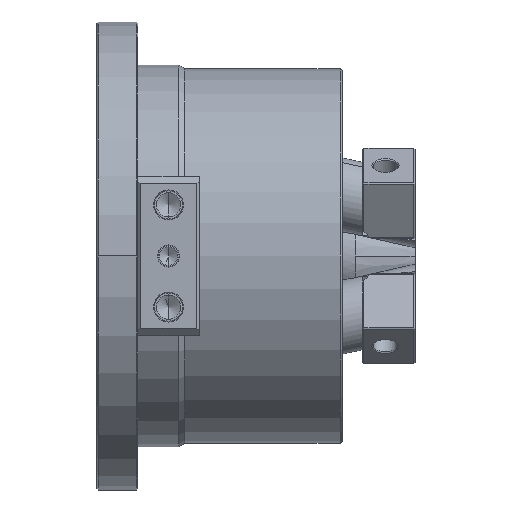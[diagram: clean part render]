
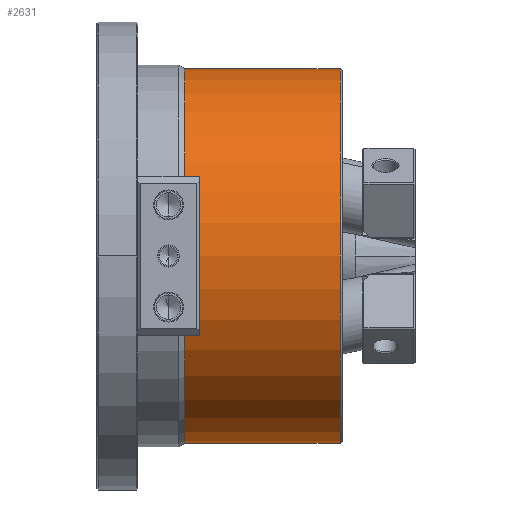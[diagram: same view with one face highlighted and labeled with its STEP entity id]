
A CAD part, front view. The second image highlights one B-rep face of the part: STEP entity #2631.
In plain terms, the highlighted cylindrical face has radius 82.5 mm (diameter 165 mm), a partial arc.
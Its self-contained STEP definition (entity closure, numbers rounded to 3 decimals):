
#212 = VECTOR ( 'NONE', #5013, 1000. ) ;
#498 = CARTESIAN_POINT ( 'NONE',  ( -40.308, 0., -82.5 ) ) ;
#799 = FACE_OUTER_BOUND ( 'NONE', #5087, .T. ) ;
#1333 = CARTESIAN_POINT ( 'NONE',  ( 23.598, 0., 82.5 ) ) ;
#1568 = EDGE_CURVE ( 'NONE', #6129, #2698, #6933, .T. ) ;
#1794 = ORIENTED_EDGE ( 'NONE', *, *, #1568, .F. ) ;
#1984 = AXIS2_PLACEMENT_3D ( 'NONE', #6289, #2345, #6848 ) ;
#2262 = CARTESIAN_POINT ( 'NONE',  ( 92., 0., 82.5 ) ) ;
#2296 = DIRECTION ( 'NONE',  ( 1., 0., 0. ) ) ;
#2345 = DIRECTION ( 'NONE',  ( -1., 0., 0. ) ) ;
#2479 = AXIS2_PLACEMENT_3D ( 'NONE', #5676, #2296, #6254 ) ;
#2582 = CIRCLE ( 'NONE', #2479, 82.5 ) ;
#2631 = ADVANCED_FACE ( 'NONE', ( #799 ), #3038, .T. ) ;
#2650 = CARTESIAN_POINT ( 'NONE',  ( 92., 0., 0. ) ) ;
#2698 = VERTEX_POINT ( 'NONE', #6923 ) ;
#2737 = CIRCLE ( 'NONE', #3011, 82.5 ) ;
#2867 = LINE ( 'NONE', #4458, #212 ) ;
#3011 = AXIS2_PLACEMENT_3D ( 'NONE', #2650, #6603, #3225 ) ;
#3038 = CYLINDRICAL_SURFACE ( 'NONE', #1984, 82.5 ) ;
#3225 = DIRECTION ( 'NONE',  ( 0., 0., 1. ) ) ;
#3625 = EDGE_CURVE ( 'NONE', #3997, #2698, #2582, .T. ) ;
#3997 = VERTEX_POINT ( 'NONE', #1333 ) ;
#4142 = DIRECTION ( 'NONE',  ( -1., 0., 0. ) ) ;
#4359 = VERTEX_POINT ( 'NONE', #2262 ) ;
#4458 = CARTESIAN_POINT ( 'NONE',  ( -40.308, 0., 82.5 ) ) ;
#4545 = ORIENTED_EDGE ( 'NONE', *, *, #5360, .T. ) ;
#4741 = ORIENTED_EDGE ( 'NONE', *, *, #3625, .T. ) ;
#5013 = DIRECTION ( 'NONE',  ( -1., 0., 0. ) ) ;
#5087 = EDGE_LOOP ( 'NONE', ( #1794, #4545, #6133, #4741 ) ) ;
#5360 = EDGE_CURVE ( 'NONE', #6129, #4359, #2737, .T. ) ;
#5407 = VECTOR ( 'NONE', #4142, 1000. ) ;
#5676 = CARTESIAN_POINT ( 'NONE',  ( 23.598, 0., 0. ) ) ;
#6129 = VERTEX_POINT ( 'NONE', #6799 ) ;
#6133 = ORIENTED_EDGE ( 'NONE', *, *, #6704, .T. ) ;
#6254 = DIRECTION ( 'NONE',  ( 0., 0., 1. ) ) ;
#6289 = CARTESIAN_POINT ( 'NONE',  ( -40.308, 0., 0. ) ) ;
#6603 = DIRECTION ( 'NONE',  ( -1., 0., 0. ) ) ;
#6704 = EDGE_CURVE ( 'NONE', #4359, #3997, #2867, .T. ) ;
#6799 = CARTESIAN_POINT ( 'NONE',  ( 92., 0., -82.5 ) ) ;
#6848 = DIRECTION ( 'NONE',  ( 0., 0., 1. ) ) ;
#6923 = CARTESIAN_POINT ( 'NONE',  ( 23.598, 0., -82.5 ) ) ;
#6933 = LINE ( 'NONE', #498, #5407 ) ;
